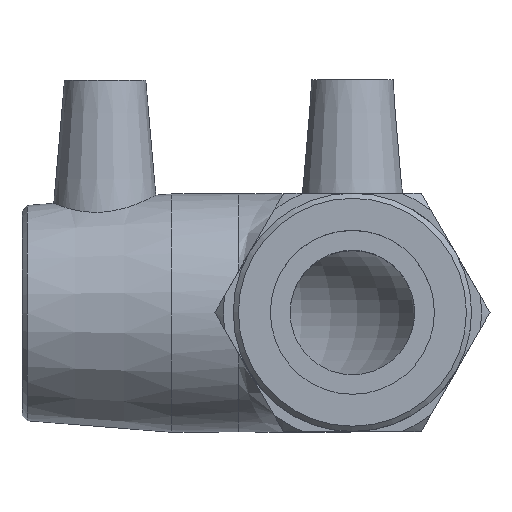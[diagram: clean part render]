
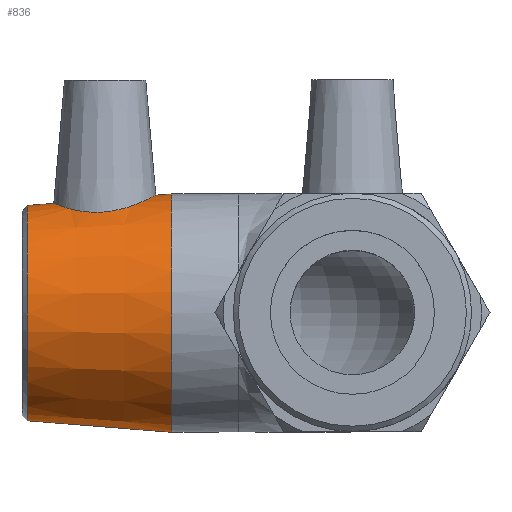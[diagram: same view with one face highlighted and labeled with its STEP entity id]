
A CAD part, top view. The second image highlights one B-rep face of the part: STEP entity #836.
In plain terms, the highlighted conical face has half-angle 4.546 degrees and reference radius 20.9 mm.
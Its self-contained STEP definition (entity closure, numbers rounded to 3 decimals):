
#18=B_SPLINE_CURVE_WITH_KNOTS('',3,(#1450,#1451,#1452,#1453,#1454,#1455,
#1456,#1457,#1458,#1459,#1460,#1461,#1462,#1463,#1464,#1465,#1466,#1467,
#1468,#1469,#1470,#1471,#1472,#1473,#1474,#1475,#1476,#1477,#1478,#1479,
#1480,#1481,#1482,#1483),.UNSPECIFIED.,.T.,.F.,(4,2,2,2,2,2,2,2,2,2,2,2,
2,2,2,2,4),(0.,0.353,0.705,1.061,1.416,
1.771,2.126,2.479,2.832,3.214,
3.597,3.968,4.34,4.712,5.083,
5.466,5.848),.UNSPECIFIED.);
#38=FACE_BOUND('',#239,.T.);
#39=FACE_BOUND('',#240,.T.);
#169=FACE_OUTER_BOUND('',#238,.T.);
#238=EDGE_LOOP('',(#662));
#239=EDGE_LOOP('',(#663));
#240=EDGE_LOOP('',(#664));
#335=CIRCLE('',#925,19.876);
#336=CIRCLE('',#927,22.);
#440=VERTEX_POINT('',#1444);
#441=VERTEX_POINT('',#1447);
#442=VERTEX_POINT('',#1449);
#535=EDGE_CURVE('',#440,#440,#335,.T.);
#536=EDGE_CURVE('',#441,#441,#336,.T.);
#537=EDGE_CURVE('',#442,#442,#18,.T.);
#662=ORIENTED_EDGE('',*,*,#536,.F.);
#663=ORIENTED_EDGE('',*,*,#537,.T.);
#664=ORIENTED_EDGE('',*,*,#535,.F.);
#806=CONICAL_SURFACE('',#926,20.9,4.546);
#836=ADVANCED_FACE('',(#169,#38,#39),#806,.T.);
#925=AXIS2_PLACEMENT_3D('',#1445,#1105,#1106);
#926=AXIS2_PLACEMENT_3D('',#1446,#1107,#1108);
#927=AXIS2_PLACEMENT_3D('',#1448,#1109,#1110);
#1105=DIRECTION('center_axis',(-1.,0.,0.));
#1106=DIRECTION('ref_axis',(0.,-1.,0.));
#1107=DIRECTION('center_axis',(1.,0.,0.));
#1108=DIRECTION('ref_axis',(0.,1.,0.));
#1109=DIRECTION('center_axis',(1.,0.,0.));
#1110=DIRECTION('ref_axis',(0.,0.,-1.));
#1444=CARTESIAN_POINT('',(-60.043,19.876,0.));
#1445=CARTESIAN_POINT('Origin',(-60.043,0.,0.));
#1446=CARTESIAN_POINT('Origin',(-47.167,0.,
0.));
#1447=CARTESIAN_POINT('',(-33.333,22.,0.));
#1448=CARTESIAN_POINT('Origin',(-33.333,0.,
0.));
#1449=CARTESIAN_POINT('',(-46.06,18.653,9.621));
#1450=CARTESIAN_POINT('Ctrl Pts',(-46.06,18.653,9.621));
#1451=CARTESIAN_POINT('Ctrl Pts',(-47.232,18.57,9.579));
#1452=CARTESIAN_POINT('Ctrl Pts',(-48.468,18.611,9.295));
#1453=CARTESIAN_POINT('Ctrl Pts',(-50.711,18.899,8.26));
#1454=CARTESIAN_POINT('Ctrl Pts',(-51.72,19.135,7.511));
#1455=CARTESIAN_POINT('Ctrl Pts',(-53.307,19.583,5.822));
#1456=CARTESIAN_POINT('Ctrl Pts',(-53.996,19.827,4.762));
#1457=CARTESIAN_POINT('Ctrl Pts',(-54.912,20.17,2.443));
#1458=CARTESIAN_POINT('Ctrl Pts',(-55.139,20.266,1.184));
#1459=CARTESIAN_POINT('Ctrl Pts',(-55.139,20.266,-1.184));
#1460=CARTESIAN_POINT('Ctrl Pts',(-54.912,20.17,-2.443));
#1461=CARTESIAN_POINT('Ctrl Pts',(-53.996,19.827,-4.762));
#1462=CARTESIAN_POINT('Ctrl Pts',(-53.307,19.583,-5.822));
#1463=CARTESIAN_POINT('Ctrl Pts',(-51.72,19.135,-7.511));
#1464=CARTESIAN_POINT('Ctrl Pts',(-50.711,18.899,-8.26));
#1465=CARTESIAN_POINT('Ctrl Pts',(-48.468,18.611,-9.295));
#1466=CARTESIAN_POINT('Ctrl Pts',(-47.232,18.57,-9.579));
#1467=CARTESIAN_POINT('Ctrl Pts',(-44.79,18.743,-9.668));
#1468=CARTESIAN_POINT('Ctrl Pts',(-43.46,18.986,-9.438));
#1469=CARTESIAN_POINT('Ctrl Pts',(-41.044,19.652,-8.459));
#1470=CARTESIAN_POINT('Ctrl Pts',(-39.955,20.064,-7.709));
#1471=CARTESIAN_POINT('Ctrl Pts',(-38.259,20.779,-5.997));
#1472=CARTESIAN_POINT('Ctrl Pts',(-37.525,21.135,-4.924));
#1473=CARTESIAN_POINT('Ctrl Pts',(-36.541,21.629,-2.546));
#1474=CARTESIAN_POINT('Ctrl Pts',(-36.292,21.765,-1.239));
#1475=CARTESIAN_POINT('Ctrl Pts',(-36.292,21.765,1.239));
#1476=CARTESIAN_POINT('Ctrl Pts',(-36.541,21.629,2.546));
#1477=CARTESIAN_POINT('Ctrl Pts',(-37.525,21.135,4.924));
#1478=CARTESIAN_POINT('Ctrl Pts',(-38.259,20.779,5.997));
#1479=CARTESIAN_POINT('Ctrl Pts',(-39.955,20.064,7.709));
#1480=CARTESIAN_POINT('Ctrl Pts',(-41.044,19.652,8.459));
#1481=CARTESIAN_POINT('Ctrl Pts',(-43.46,18.986,9.438));
#1482=CARTESIAN_POINT('Ctrl Pts',(-44.79,18.743,9.668));
#1483=CARTESIAN_POINT('Ctrl Pts',(-46.06,18.653,9.621));
